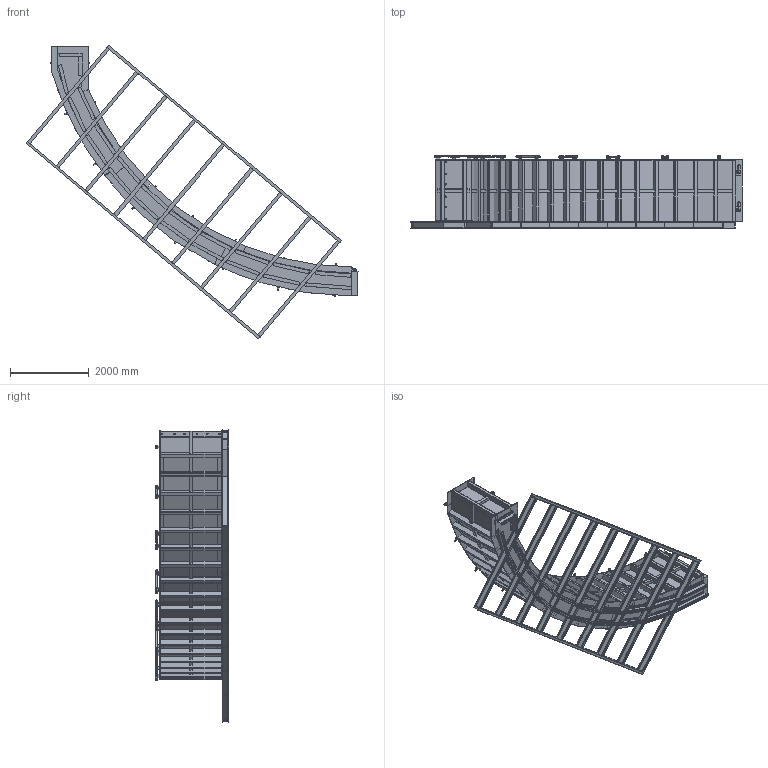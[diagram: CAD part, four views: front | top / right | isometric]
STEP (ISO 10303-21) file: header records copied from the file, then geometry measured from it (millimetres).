
FILE_DESCRIPTION(('FreeCAD Model'),'2;1');
FILE_NAME('Open CASCADE Shape Model','2025-05-01T01:56:15',('FreeCAD'),( 'FreeCAD'),'Open CASCADE STEP processor 7.6','FreeCAD','Unknown');
FILE_SCHEMA(('AUTOMOTIVE_DESIGN { 1 0 10303 214 1 1 1 1 }'));
Products named in the file (1): Open CASCADE STEP translator 7.6 1
Bounding box: 8440.16 x 1861.2 x 7467.24 mm (x, y, z)
Volume: 7790897686.2 mm3; surface area: 250130570.9 mm2
Topology: 242 solids, 242 shells, 4399 faces, 11120 edges, 7208 vertices
Faces by surface type: bspline 4399
Entity records: 126374 total; most frequent: CARTESIAN_POINT 61607, ORIENTED_EDGE 22240, EDGE_CURVE 11120, B_SPLINE_CURVE_WITH_KNOTS 7526, VERTEX_POINT 7208, FACE_BOUND 4688, EDGE_LOOP 4688, ADVANCED_FACE 4399
